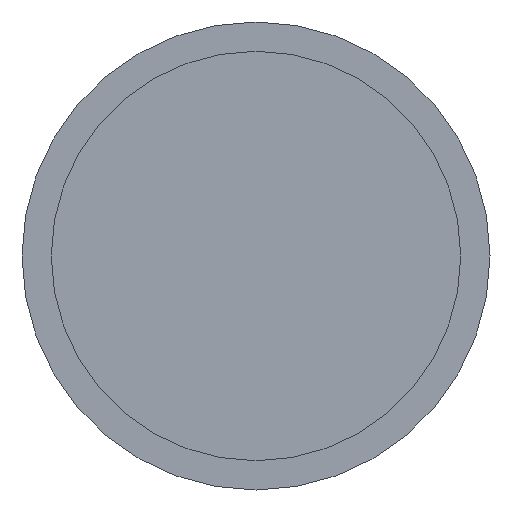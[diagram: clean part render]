
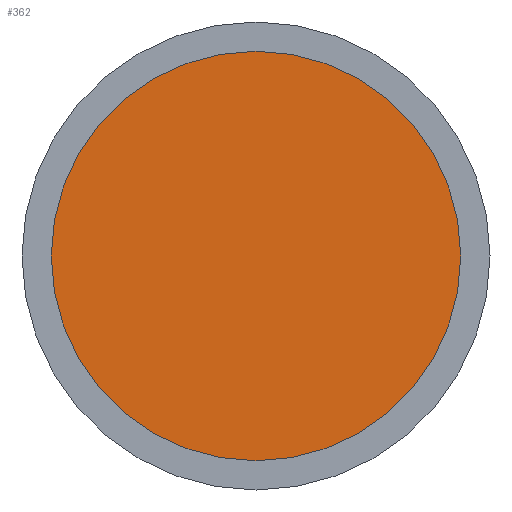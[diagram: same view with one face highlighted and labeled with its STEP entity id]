
A CAD part, front view. The second image highlights one B-rep face of the part: STEP entity #362.
In plain terms, the highlighted planar face has unit normal (0, -1, 0).
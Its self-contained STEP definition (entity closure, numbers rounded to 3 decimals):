
#20 = PLANE ( 'NONE',  #242 ) ;
#46 = DIRECTION ( 'NONE',  ( 0., 0., 1. ) ) ;
#62 = ORIENTED_EDGE ( 'NONE', *, *, #103, .F. ) ;
#64 = CARTESIAN_POINT ( 'NONE',  ( 0., 0., 0. ) ) ;
#80 = EDGE_LOOP ( 'NONE', ( #62, #247 ) ) ;
#97 = CARTESIAN_POINT ( 'NONE',  ( 0., 0., 0. ) ) ;
#100 = DIRECTION ( 'NONE',  ( 0., 0., 1. ) ) ;
#103 = EDGE_CURVE ( 'NONE', #359, #239, #241, .T. ) ;
#138 = EDGE_CURVE ( 'NONE', #239, #359, #337, .T. ) ;
#140 = DIRECTION ( 'NONE',  ( 0., 0., 1. ) ) ;
#150 = DIRECTION ( 'NONE',  ( 0., 1., 0. ) ) ;
#165 = FACE_OUTER_BOUND ( 'NONE', #80, .T. ) ;
#239 = VERTEX_POINT ( 'NONE', #345 ) ;
#241 = CIRCLE ( 'NONE', #292, 17.5 ) ;
#242 = AXIS2_PLACEMENT_3D ( 'NONE', #252, #379, #140 ) ;
#247 = ORIENTED_EDGE ( 'NONE', *, *, #138, .F. ) ;
#252 = CARTESIAN_POINT ( 'NONE',  ( 0., 0., 0. ) ) ;
#258 = CARTESIAN_POINT ( 'NONE',  ( 0., 0., -17.5 ) ) ;
#292 = AXIS2_PLACEMENT_3D ( 'NONE', #64, #150, #46 ) ;
#302 = DIRECTION ( 'NONE',  ( 0., 1., 0. ) ) ;
#337 = CIRCLE ( 'NONE', #367, 17.5 ) ;
#345 = CARTESIAN_POINT ( 'NONE',  ( 0., 0., 17.5 ) ) ;
#359 = VERTEX_POINT ( 'NONE', #258 ) ;
#362 = ADVANCED_FACE ( 'NONE', ( #165 ), #20, .F. ) ;
#367 = AXIS2_PLACEMENT_3D ( 'NONE', #97, #302, #100 ) ;
#379 = DIRECTION ( 'NONE',  ( 0., 1., 0. ) ) ;
